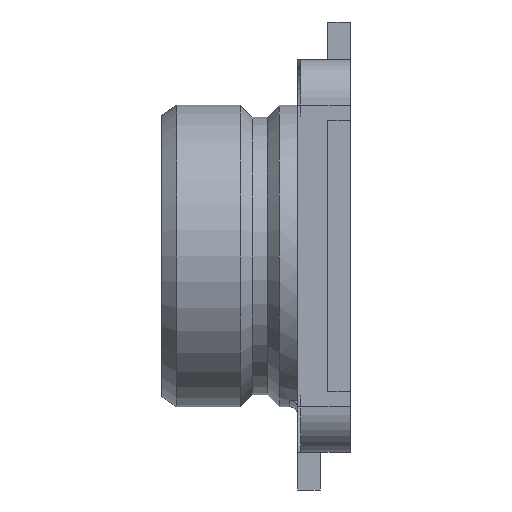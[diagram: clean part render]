
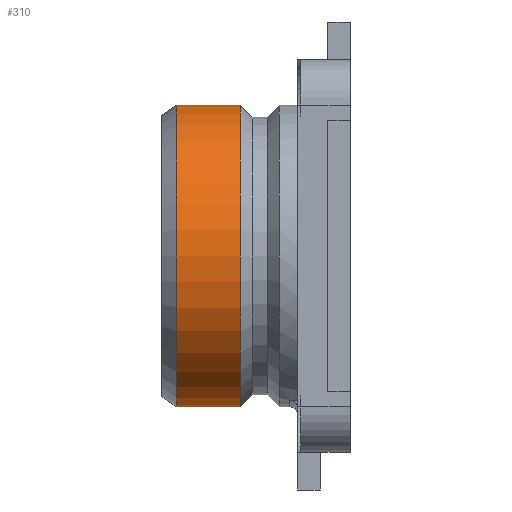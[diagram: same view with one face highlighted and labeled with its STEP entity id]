
A CAD part, left-side view. The second image highlights one B-rep face of the part: STEP entity #310.
In plain terms, the highlighted cylindrical face has radius 1 mm (diameter 2 mm), a partial arc.
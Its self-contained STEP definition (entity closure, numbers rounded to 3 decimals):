
#160 = EDGE_LOOP ( 'NONE', ( #1047, #1830, #165, #1168 ) ) ;
#165 = ORIENTED_EDGE ( 'NONE', *, *, #1017, .F. ) ;
#310 = ADVANCED_FACE ( 'NONE', ( #1342 ), #1311, .T. ) ;
#320 = DIRECTION ( 'NONE',  ( 0., 0., -1. ) ) ;
#426 = DIRECTION ( 'NONE',  ( 0., -1., 0. ) ) ;
#441 = DIRECTION ( 'NONE',  ( 0., 0., -1. ) ) ;
#466 = AXIS2_PLACEMENT_3D ( 'NONE', #1745, #1124, #924 ) ;
#478 = DIRECTION ( 'NONE',  ( 0., -1., 0. ) ) ;
#616 = DIRECTION ( 'NONE',  ( 0., 1., 0. ) ) ;
#698 = VECTOR ( 'NONE', #616, 1000. ) ;
#742 = VERTEX_POINT ( 'NONE', #1571 ) ;
#757 = CARTESIAN_POINT ( 'NONE',  ( 0., 1.15, 1. ) ) ;
#917 = VECTOR ( 'NONE', #478, 1000. ) ;
#924 = DIRECTION ( 'NONE',  ( 0., 0., 1. ) ) ;
#1017 = EDGE_CURVE ( 'NONE', #742, #1298, #2368, .T. ) ;
#1022 = CARTESIAN_POINT ( 'NONE',  ( 0., 5.328, 0. ) ) ;
#1033 = CARTESIAN_POINT ( 'NONE',  ( 0., 5.328, 1. ) ) ;
#1047 = ORIENTED_EDGE ( 'NONE', *, *, #1095, .T. ) ;
#1088 = AXIS2_PLACEMENT_3D ( 'NONE', #2317, #1118, #320 ) ;
#1095 = EDGE_CURVE ( 'NONE', #1987, #1947, #2053, .T. ) ;
#1101 = CARTESIAN_POINT ( 'NONE',  ( 0., 0.73, -1. ) ) ;
#1118 = DIRECTION ( 'NONE',  ( 0., -1., 0. ) ) ;
#1124 = DIRECTION ( 'NONE',  ( 0., -1., 0. ) ) ;
#1168 = ORIENTED_EDGE ( 'NONE', *, *, #2524, .T. ) ;
#1298 = VERTEX_POINT ( 'NONE', #1101 ) ;
#1311 = CYLINDRICAL_SURFACE ( 'NONE', #1730, 1. ) ;
#1342 = FACE_OUTER_BOUND ( 'NONE', #160, .T. ) ;
#1466 = LINE ( 'NONE', #1683, #917 ) ;
#1571 = CARTESIAN_POINT ( 'NONE',  ( 0., 0.73, 1. ) ) ;
#1683 = CARTESIAN_POINT ( 'NONE',  ( 0., 5.328, -1. ) ) ;
#1730 = AXIS2_PLACEMENT_3D ( 'NONE', #1022, #426, #441 ) ;
#1745 = CARTESIAN_POINT ( 'NONE',  ( 0., 0.73, 0. ) ) ;
#1752 = EDGE_CURVE ( 'NONE', #1947, #1298, #1466, .T. ) ;
#1830 = ORIENTED_EDGE ( 'NONE', *, *, #1752, .T. ) ;
#1947 = VERTEX_POINT ( 'NONE', #2325 ) ;
#1987 = VERTEX_POINT ( 'NONE', #757 ) ;
#2053 = CIRCLE ( 'NONE', #1088, 1. ) ;
#2317 = CARTESIAN_POINT ( 'NONE',  ( 0., 1.15, 0. ) ) ;
#2325 = CARTESIAN_POINT ( 'NONE',  ( 0., 1.15, -1. ) ) ;
#2359 = LINE ( 'NONE', #1033, #698 ) ;
#2368 = CIRCLE ( 'NONE', #466, 1. ) ;
#2524 = EDGE_CURVE ( 'NONE', #742, #1987, #2359, .T. ) ;
